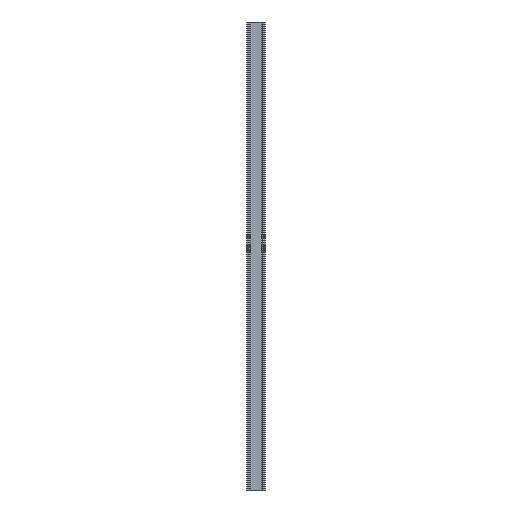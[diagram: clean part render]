
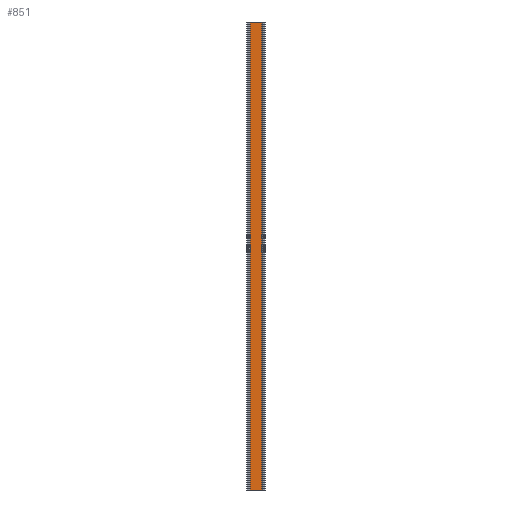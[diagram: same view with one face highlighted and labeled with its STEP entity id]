
A CAD part, front view. The second image highlights one B-rep face of the part: STEP entity #851.
In plain terms, the highlighted planar face has unit normal (0, -1, 0).
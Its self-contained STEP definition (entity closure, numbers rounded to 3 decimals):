
#50=FACE_OUTER_BOUND('',#92,.T.);
#92=EDGE_LOOP('',(#638,#639,#640,#641));
#167=LINE('',#1280,#255);
#207=LINE('',#1375,#295);
#208=LINE('',#1378,#296);
#209=LINE('',#1379,#297);
#255=VECTOR('',#1021,10.);
#295=VECTOR('',#1115,10.);
#296=VECTOR('',#1118,10.);
#297=VECTOR('',#1119,10.);
#356=VERTEX_POINT('',#1277);
#357=VERTEX_POINT('',#1279);
#385=VERTEX_POINT('',#1373);
#386=VERTEX_POINT('',#1377);
#436=EDGE_CURVE('',#357,#356,#167,.T.);
#484=EDGE_CURVE('',#385,#356,#207,.T.);
#485=EDGE_CURVE('',#385,#386,#208,.T.);
#486=EDGE_CURVE('',#386,#357,#209,.T.);
#638=ORIENTED_EDGE('',*,*,#485,.T.);
#639=ORIENTED_EDGE('',*,*,#486,.T.);
#640=ORIENTED_EDGE('',*,*,#436,.T.);
#641=ORIENTED_EDGE('',*,*,#484,.F.);
#777=PLANE('',#937);
#851=ADVANCED_FACE('',(#50),#777,.F.);
#937=AXIS2_PLACEMENT_3D('',#1376,#1116,#1117);
#1021=DIRECTION('',(1.,0.,0.));
#1115=DIRECTION('',(0.,0.,-1.));
#1116=DIRECTION('center_axis',(0.,1.,0.));
#1117=DIRECTION('ref_axis',(1.,0.,0.));
#1118=DIRECTION('',(-1.,0.,0.));
#1119=DIRECTION('',(0.,0.,-1.));
#1277=CARTESIAN_POINT('',(30.033,0.,-2500.));
#1279=CARTESIAN_POINT('',(-30.033,0.,-2500.));
#1280=CARTESIAN_POINT('',(0.,0.,-2500.));
#1373=CARTESIAN_POINT('',(30.033,0.,0.));
#1375=CARTESIAN_POINT('',(30.033,0.,0.));
#1376=CARTESIAN_POINT('Origin',(-30.033,0.,
0.));
#1377=CARTESIAN_POINT('',(-30.033,0.,0.));
#1378=CARTESIAN_POINT('',(30.033,0.,0.));
#1379=CARTESIAN_POINT('',(-30.033,0.,0.));
